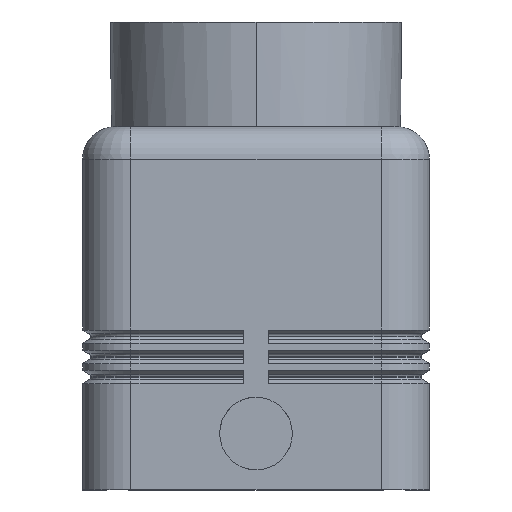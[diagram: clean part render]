
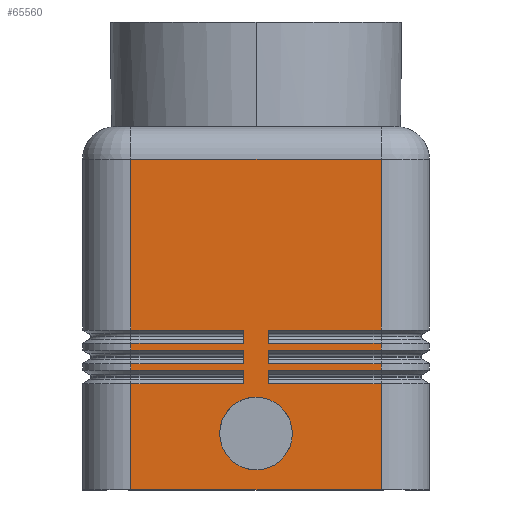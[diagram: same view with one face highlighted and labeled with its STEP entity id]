
A CAD part, left-side view. The second image highlights one B-rep face of the part: STEP entity #65560.
In plain terms, the highlighted planar face has unit normal (-1, 0, 0).
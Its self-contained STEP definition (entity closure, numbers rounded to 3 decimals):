
#550=CARTESIAN_POINT('',(-46.75,15.5,0.));
#560=DIRECTION('',(0.,0.,1.));
#570=VECTOR('',#560,1.);
#580=LINE('',#550,#570);
#590=CARTESIAN_POINT('',(-46.75,15.5,0.));
#600=VERTEX_POINT('',#590);
#610=CARTESIAN_POINT('',(-46.75,15.5,13.173));
#620=VERTEX_POINT('',#610);
#630=EDGE_CURVE('',#600,#620,#580,.T.);
#2210=CARTESIAN_POINT('',(-46.75,15.5,41.));
#2220=DIRECTION('',(0.,-1.,0.));
#2230=VECTOR('',#2220,1.);
#2240=LINE('',#2210,#2230);
#2250=CARTESIAN_POINT('',(-46.75,15.5,41.));
#2260=VERTEX_POINT('',#2250);
#2270=CARTESIAN_POINT('',(-46.75,-15.5,41.));
#2280=VERTEX_POINT('',#2270);
#2290=EDGE_CURVE('',#2260,#2280,#2240,.T.);
#8380=CARTESIAN_POINT('',(-46.75,-1.5,7.));
#8390=VERTEX_POINT('',#8380);
#8420=CARTESIAN_POINT('',(-46.75,0.,7.)
);
#8430=DIRECTION('',(1.,-0.,-0.));
#8440=DIRECTION('',(0.,1.,0.));
#8450=AXIS2_PLACEMENT_3D('',#8420,#8430,#8440);
#8460=CIRCLE('',#8450,1.5);
#8470=CARTESIAN_POINT('',(-46.75,1.5,7.));
#8480=VERTEX_POINT('',#8470);
#8490=EDGE_CURVE('',#8390,#8480,#8460,.T.);
#8760=CARTESIAN_POINT('',(-46.75,15.5,14.827));
#8770=DIRECTION('',(0.,0.,1.));
#8780=VECTOR('',#8770,1.);
#8790=LINE('',#8760,#8780);
#8800=CARTESIAN_POINT('',(-46.75,15.5,14.827));
#8810=VERTEX_POINT('',#8800);
#8820=CARTESIAN_POINT('',(-46.75,15.5,15.673));
#8830=VERTEX_POINT('',#8820);
#8840=EDGE_CURVE('',#8810,#8830,#8790,.T.);
#12680=CARTESIAN_POINT('',(-46.75,-15.5,13.173));
#12690=DIRECTION('',(0.,0.,-1.));
#12700=VECTOR('',#12690,1.);
#12710=LINE('',#12680,#12700);
#12720=CARTESIAN_POINT('',(-46.75,-15.5,13.173));
#12730=VERTEX_POINT('',#12720);
#12740=CARTESIAN_POINT('',(-46.75,-15.5,0.));
#12750=VERTEX_POINT('',#12740);
#12760=EDGE_CURVE('',#12730,#12750,#12710,.T.);
#16600=CARTESIAN_POINT('',(-46.75,15.5,17.327));
#16610=DIRECTION('',(0.,0.,1.));
#16620=VECTOR('',#16610,1.);
#16630=LINE('',#16600,#16620);
#16640=CARTESIAN_POINT('',(-46.75,15.5,17.327));
#16650=VERTEX_POINT('',#16640);
#16660=CARTESIAN_POINT('',(-46.75,15.5,18.173));
#16670=VERTEX_POINT('',#16660);
#16680=EDGE_CURVE('',#16650,#16670,#16630,.T.);
#17580=CARTESIAN_POINT('',(-46.75,15.5,19.827));
#17590=DIRECTION('',(0.,0.,1.));
#17600=VECTOR('',#17590,1.);
#17610=LINE('',#17580,#17600);
#17620=CARTESIAN_POINT('',(-46.75,15.5,19.827));
#17630=VERTEX_POINT('',#17620);
#17640=EDGE_CURVE('',#17630,#2260,#17610,.T.);
#24360=CARTESIAN_POINT('',(-46.75,-15.5,15.673));
#24370=DIRECTION('',(0.,0.,-1.));
#24380=VECTOR('',#24370,1.);
#24390=LINE('',#24360,#24380);
#24400=CARTESIAN_POINT('',(-46.75,-15.5,15.673));
#24410=VERTEX_POINT('',#24400);
#24420=CARTESIAN_POINT('',(-46.75,-15.5,14.827));
#24430=VERTEX_POINT('',#24420);
#24440=EDGE_CURVE('',#24410,#24430,#24390,.T.);
#28280=CARTESIAN_POINT('',(-46.75,-15.5,18.173));
#28290=DIRECTION('',(0.,0.,-1.));
#28300=VECTOR('',#28290,1.);
#28310=LINE('',#28280,#28300);
#28320=CARTESIAN_POINT('',(-46.75,-15.5,18.173));
#28330=VERTEX_POINT('',#28320);
#28340=CARTESIAN_POINT('',(-46.75,-15.5,17.327));
#28350=VERTEX_POINT('',#28340);
#28360=EDGE_CURVE('',#28330,#28350,#28310,.T.);
#28770=CARTESIAN_POINT('',(-46.75,-15.5,41.));
#28780=DIRECTION('',(0.,0.,-1.));
#28790=VECTOR('',#28780,1.);
#28800=LINE('',#28770,#28790);
#28810=CARTESIAN_POINT('',(-46.75,-15.5,19.827));
#28820=VERTEX_POINT('',#28810);
#28830=EDGE_CURVE('',#2280,#28820,#28800,.T.);
#57380=CARTESIAN_POINT('',(-46.75,-1.5,18.173));
#57390=VERTEX_POINT('',#57380);
#57420=CARTESIAN_POINT('',(-46.75,-1.5,0.));
#57430=DIRECTION('',(0.,-0.,1.));
#57440=VECTOR('',#57430,1.);
#57450=LINE('',#57420,#57440);
#57460=CARTESIAN_POINT('',(-46.75,-1.5,19.827));
#57470=VERTEX_POINT('',#57460);
#57480=EDGE_CURVE('',#57390,#57470,#57450,.T.);
#61580=CARTESIAN_POINT('',(-46.75,0.,18.173));
#61590=DIRECTION('',(0.,1.,-0.));
#61600=VECTOR('',#61590,1.);
#61610=LINE('',#61580,#61600);
#61620=EDGE_CURVE('',#28330,#57390,#61610,.T.);
#61820=CARTESIAN_POINT('',(-46.75,0.,19.827));
#61830=DIRECTION('',(-0.,-1.,-0.));
#61840=VECTOR('',#61830,1.);
#61850=LINE('',#61820,#61840);
#61860=EDGE_CURVE('',#57470,#28820,#61850,.T.);
#64120=CARTESIAN_POINT('',(-46.75,-18.6,-4.1));
#64130=DIRECTION('',(-1.,0.,0.));
#64140=DIRECTION('',(0.,1.,0.));
#64150=AXIS2_PLACEMENT_3D('',#64120,#64130,#64140);
#64160=PLANE('',#64150);
#64170=ORIENTED_EDGE('',*,*,#28360,.F.);
#64180=CARTESIAN_POINT('',(-46.75,0.,17.327));
#64190=DIRECTION('',(0.,-1.,-0.));
#64200=VECTOR('',#64190,1.);
#64210=LINE('',#64180,#64200);
#64220=CARTESIAN_POINT('',(-46.75,-1.5,17.327));
#64230=VERTEX_POINT('',#64220);
#64240=EDGE_CURVE('',#64230,#28350,#64210,.T.);
#64250=ORIENTED_EDGE('',*,*,#64240,.T.);
#64260=CARTESIAN_POINT('',(-46.75,-1.5,0.));
#64270=DIRECTION('',(0.,0.,1.));
#64280=VECTOR('',#64270,1.);
#64290=LINE('',#64260,#64280);
#64300=CARTESIAN_POINT('',(-46.75,-1.5,15.673));
#64310=VERTEX_POINT('',#64300);
#64320=EDGE_CURVE('',#64310,#64230,#64290,.T.);
#64330=ORIENTED_EDGE('',*,*,#64320,.T.);
#64340=CARTESIAN_POINT('',(-46.75,0.,15.673));
#64350=DIRECTION('',(0.,1.,-0.));
#64360=VECTOR('',#64350,1.);
#64370=LINE('',#64340,#64360);
#64380=EDGE_CURVE('',#24410,#64310,#64370,.T.);
#64390=ORIENTED_EDGE('',*,*,#64380,.T.);
#64400=ORIENTED_EDGE('',*,*,#24440,.F.);
#64410=CARTESIAN_POINT('',(-46.75,0.,14.827));
#64420=DIRECTION('',(0.,-1.,-0.));
#64430=VECTOR('',#64420,1.);
#64440=LINE('',#64410,#64430);
#64450=CARTESIAN_POINT('',(-46.75,-1.5,14.827));
#64460=VERTEX_POINT('',#64450);
#64470=EDGE_CURVE('',#64460,#24430,#64440,.T.);
#64480=ORIENTED_EDGE('',*,*,#64470,.T.);
#64490=CARTESIAN_POINT('',(-46.75,-1.5,0.));
#64500=DIRECTION('',(0.,0.,1.));
#64510=VECTOR('',#64500,1.);
#64520=LINE('',#64490,#64510);
#64530=CARTESIAN_POINT('',(-46.75,-1.5,13.173));
#64540=VERTEX_POINT('',#64530);
#64550=EDGE_CURVE('',#64540,#64460,#64520,.T.);
#64560=ORIENTED_EDGE('',*,*,#64550,.T.);
#64570=CARTESIAN_POINT('',(-46.75,0.,13.173));
#64580=DIRECTION('',(0.,1.,-0.));
#64590=VECTOR('',#64580,1.);
#64600=LINE('',#64570,#64590);
#64610=EDGE_CURVE('',#12730,#64540,#64600,.T.);
#64620=ORIENTED_EDGE('',*,*,#64610,.T.);
#64630=ORIENTED_EDGE('',*,*,#12760,.F.);
#64640=CARTESIAN_POINT('',(-46.75,0.,0.));
#64650=DIRECTION('',(-0.,1.,0.));
#64660=VECTOR('',#64650,1.);
#64670=LINE('',#64640,#64660);
#64680=EDGE_CURVE('',#12750,#600,#64670,.T.);
#64690=ORIENTED_EDGE('',*,*,#64680,.F.);
#64700=ORIENTED_EDGE('',*,*,#630,.F.);
#64710=CARTESIAN_POINT('',(-46.75,0.,13.173));
#64720=DIRECTION('',(0.,1.,-0.));
#64730=VECTOR('',#64720,1.);
#64740=LINE('',#64710,#64730);
#64750=CARTESIAN_POINT('',(-46.75,1.5,13.173));
#64760=VERTEX_POINT('',#64750);
#64770=EDGE_CURVE('',#64760,#620,#64740,.T.);
#64780=ORIENTED_EDGE('',*,*,#64770,.T.);
#64790=CARTESIAN_POINT('',(-46.75,1.5,0.));
#64800=DIRECTION('',(0.,0.,-1.));
#64810=VECTOR('',#64800,1.);
#64820=LINE('',#64790,#64810);
#64830=CARTESIAN_POINT('',(-46.75,1.5,14.827));
#64840=VERTEX_POINT('',#64830);
#64850=EDGE_CURVE('',#64840,#64760,#64820,.T.);
#64860=ORIENTED_EDGE('',*,*,#64850,.T.);
#64870=CARTESIAN_POINT('',(-46.75,0.,14.827));
#64880=DIRECTION('',(0.,-1.,-0.));
#64890=VECTOR('',#64880,1.);
#64900=LINE('',#64870,#64890);
#64910=EDGE_CURVE('',#8810,#64840,#64900,.T.);
#64920=ORIENTED_EDGE('',*,*,#64910,.T.);
#64930=ORIENTED_EDGE('',*,*,#8840,.F.);
#64940=CARTESIAN_POINT('',(-46.75,0.,15.673));
#64950=DIRECTION('',(0.,1.,-0.));
#64960=VECTOR('',#64950,1.);
#64970=LINE('',#64940,#64960);
#64980=CARTESIAN_POINT('',(-46.75,1.5,15.673));
#64990=VERTEX_POINT('',#64980);
#65000=EDGE_CURVE('',#64990,#8830,#64970,.T.);
#65010=ORIENTED_EDGE('',*,*,#65000,.T.);
#65020=CARTESIAN_POINT('',(-46.75,1.5,0.));
#65030=DIRECTION('',(0.,0.,-1.));
#65040=VECTOR('',#65030,1.);
#65050=LINE('',#65020,#65040);
#65060=CARTESIAN_POINT('',(-46.75,1.5,17.327));
#65070=VERTEX_POINT('',#65060);
#65080=EDGE_CURVE('',#65070,#64990,#65050,.T.);
#65090=ORIENTED_EDGE('',*,*,#65080,.T.);
#65100=CARTESIAN_POINT('',(-46.75,0.,17.327));
#65110=DIRECTION('',(0.,-1.,-0.));
#65120=VECTOR('',#65110,1.);
#65130=LINE('',#65100,#65120);
#65140=EDGE_CURVE('',#16650,#65070,#65130,.T.);
#65150=ORIENTED_EDGE('',*,*,#65140,.T.);
#65160=ORIENTED_EDGE('',*,*,#16680,.F.);
#65170=CARTESIAN_POINT('',(-46.75,0.,18.173));
#65180=DIRECTION('',(0.,1.,-0.));
#65190=VECTOR('',#65180,1.);
#65200=LINE('',#65170,#65190);
#65210=CARTESIAN_POINT('',(-46.75,1.5,18.173));
#65220=VERTEX_POINT('',#65210);
#65230=EDGE_CURVE('',#65220,#16670,#65200,.T.);
#65240=ORIENTED_EDGE('',*,*,#65230,.T.);
#65250=CARTESIAN_POINT('',(-46.75,1.5,0.));
#65260=DIRECTION('',(0.,0.,-1.));
#65270=VECTOR('',#65260,1.);
#65280=LINE('',#65250,#65270);
#65290=CARTESIAN_POINT('',(-46.75,1.5,19.827));
#65300=VERTEX_POINT('',#65290);
#65310=EDGE_CURVE('',#65300,#65220,#65280,.T.);
#65320=ORIENTED_EDGE('',*,*,#65310,.T.);
#65330=CARTESIAN_POINT('',(-46.75,0.,19.827));
#65340=DIRECTION('',(0.,-1.,-0.));
#65350=VECTOR('',#65340,1.);
#65360=LINE('',#65330,#65350);
#65370=EDGE_CURVE('',#17630,#65300,#65360,.T.);
#65380=ORIENTED_EDGE('',*,*,#65370,.T.);
#65390=ORIENTED_EDGE('',*,*,#17640,.F.);
#65400=ORIENTED_EDGE('',*,*,#2290,.F.);
#65410=ORIENTED_EDGE('',*,*,#28830,.F.);
#65420=ORIENTED_EDGE('',*,*,#61860,.T.);
#65430=ORIENTED_EDGE('',*,*,#57480,.T.);
#65440=ORIENTED_EDGE('',*,*,#61620,.T.);
#65450=EDGE_LOOP('',(#65440,#65430,#65420,#65410,#65400,#65390,#65380,
#65320,#65240,#65160,#65150,#65090,#65010,#64930,#64920,#64860,#64780,
#64700,#64690,#64630,#64620,#64560,#64480,#64400,#64390,#64330,#64250,
#64170));
#65460=FACE_OUTER_BOUND('',#65450,.T.);
#65470=ORIENTED_EDGE('',*,*,#8490,.T.);
#65480=CARTESIAN_POINT('',(-46.75,0.,8.5
));
#65490=VERTEX_POINT('',#65480);
#65500=EDGE_CURVE('',#65490,#8390,#8460,.T.);
#65510=ORIENTED_EDGE('',*,*,#65500,.T.);
#65520=EDGE_CURVE('',#8480,#65490,#8460,.T.);
#65530=ORIENTED_EDGE('',*,*,#65520,.T.);
#65540=EDGE_LOOP('',(#65530,#65510,#65470));
#65550=FACE_BOUND('',#65540,.T.);
#65560=ADVANCED_FACE('',(#65460,#65550),#64160,.T.);
